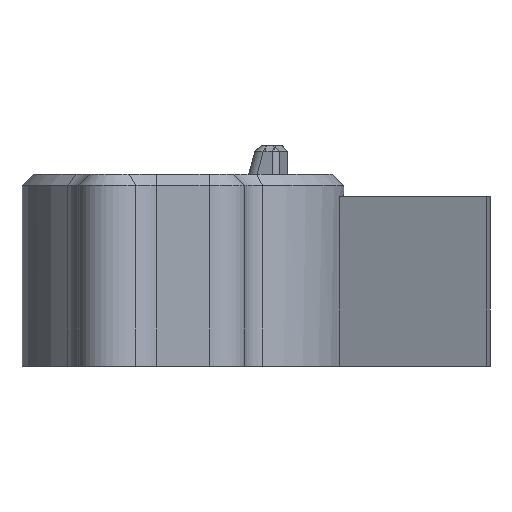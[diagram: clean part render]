
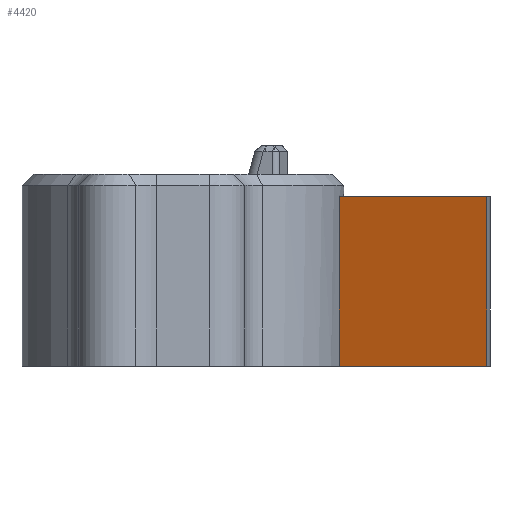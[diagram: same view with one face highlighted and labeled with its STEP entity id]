
A CAD part, left-side view. The second image highlights one B-rep face of the part: STEP entity #4420.
In plain terms, the highlighted planar face has unit normal (-0.283, -0.959, 0).
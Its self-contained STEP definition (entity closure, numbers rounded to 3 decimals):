
#103 = DIRECTION ( 'NONE',  ( -0.959, 0.283, 0. ) ) ;
#254 = EDGE_CURVE ( 'NONE', #1322, #514, #2252, .T. ) ;
#514 = VERTEX_POINT ( 'NONE', #2902 ) ;
#683 = EDGE_CURVE ( 'NONE', #3385, #1322, #3211, .T. ) ;
#845 = ORIENTED_EDGE ( 'NONE', *, *, #1860, .T. ) ;
#854 = LINE ( 'NONE', #3255, #4936 ) ;
#991 = ORIENTED_EDGE ( 'NONE', *, *, #254, .T. ) ;
#1251 = DIRECTION ( 'NONE',  ( 0., 0., 1. ) ) ;
#1322 = VERTEX_POINT ( 'NONE', #1377 ) ;
#1377 = CARTESIAN_POINT ( 'NONE',  ( -4.841, -19.92, 35.5 ) ) ;
#1784 = LINE ( 'NONE', #3901, #4686 ) ;
#1860 = EDGE_CURVE ( 'NONE', #2925, #3385, #1784, .T. ) ;
#1876 = ORIENTED_EDGE ( 'NONE', *, *, #3219, .F. ) ;
#2008 = ORIENTED_EDGE ( 'NONE', *, *, #683, .T. ) ;
#2088 = FACE_OUTER_BOUND ( 'NONE', #4138, .T. ) ;
#2252 = LINE ( 'NONE', #2735, #2990 ) ;
#2642 = CARTESIAN_POINT ( 'NONE',  ( -93.23, 6.191, 5.5 ) ) ;
#2735 = CARTESIAN_POINT ( 'NONE',  ( -93.23, 6.191, 35.5 ) ) ;
#2758 = DIRECTION ( 'NONE',  ( 0.959, -0.283, 0. ) ) ;
#2771 = DIRECTION ( 'NONE',  ( -0.283, -0.959, 0. ) ) ;
#2795 = CARTESIAN_POINT ( 'NONE',  ( -93.23, 6.191, 0. ) ) ;
#2902 = CARTESIAN_POINT ( 'NONE',  ( -93.23, 6.191, 35.5 ) ) ;
#2925 = VERTEX_POINT ( 'NONE', #2642 ) ;
#2928 = VECTOR ( 'NONE', #4957, 1000. ) ;
#2990 = VECTOR ( 'NONE', #103, 1000. ) ;
#3185 = DIRECTION ( 'NONE',  ( 0.959, -0.283, 0. ) ) ;
#3211 = LINE ( 'NONE', #4569, #2928 ) ;
#3219 = EDGE_CURVE ( 'NONE', #2925, #514, #854, .T. ) ;
#3255 = CARTESIAN_POINT ( 'NONE',  ( -93.23, 6.191, 0. ) ) ;
#3311 = CARTESIAN_POINT ( 'NONE',  ( -4.841, -19.92, 5.5 ) ) ;
#3385 = VERTEX_POINT ( 'NONE', #3311 ) ;
#3901 = CARTESIAN_POINT ( 'NONE',  ( -93.23, 6.191, 5.5 ) ) ;
#4053 = AXIS2_PLACEMENT_3D ( 'NONE', #2795, #2771, #3185 ) ;
#4138 = EDGE_LOOP ( 'NONE', ( #845, #2008, #991, #1876 ) ) ;
#4265 = PLANE ( 'NONE',  #4053 ) ;
#4420 = ADVANCED_FACE ( 'NONE', ( #2088 ), #4265, .T. ) ;
#4569 = CARTESIAN_POINT ( 'NONE',  ( -4.841, -19.92, 0. ) ) ;
#4686 = VECTOR ( 'NONE', #2758, 1000. ) ;
#4936 = VECTOR ( 'NONE', #1251, 1000. ) ;
#4957 = DIRECTION ( 'NONE',  ( 0., 0., 1. ) ) ;
